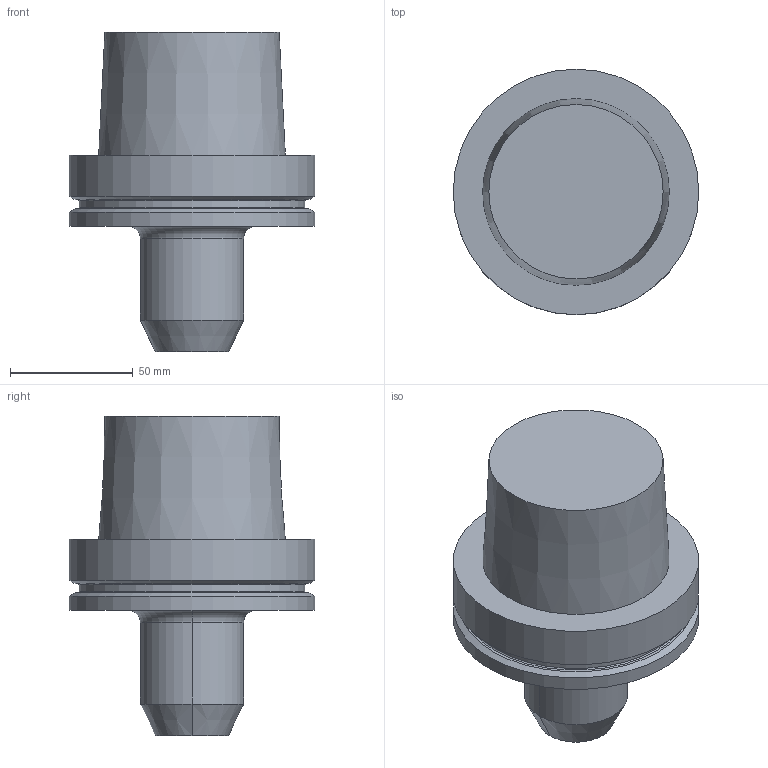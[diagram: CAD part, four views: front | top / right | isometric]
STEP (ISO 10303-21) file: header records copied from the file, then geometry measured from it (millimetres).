
FILE_DESCRIPTION(/* description */ (''),/* implementation_level */ '2;1');
FILE_NAME(/* name */ 'HSK.100A-W.12.080.C.stp',/* time_stamp */ '2024-07-21T10:07:59+02:00',/* author */ (''),/* organization */ (''),/* preprocessor_version */ 'ST-DEVELOPER v16.7',/* originating_system */ 'SIEMENS PLM Software NX 12.0',/* authorisation */ '');
FILE_SCHEMA (('AUTOMOTIVE_DESIGN { 1 0 10303 214 3 1 1 1 }'));
Length unit declared in the file: millimetre
Products named in the file (1): pf6612088076yo05
Bounding box: 100 x 100 x 130 mm (x, y, z)
Volume: 501269.4 mm3; surface area: 43044 mm2
Topology: 1 solids, 1 shells, 20 faces, 39 edges, 25 vertices
Faces by surface type: plane 6, cone 5, cylinder 5, torus 4
Full cylindrical faces by diameter (mm): 92 x1, 100 x2
Entity records: 581 total; most frequent: DIRECTION 106, CARTESIAN_POINT 88, ORIENTED_EDGE 68, AXIS2_PLACEMENT_3D 48, EDGE_LOOP 34, EDGE_CURVE 34, VERTEX_POINT 30, FACE_BOUND 26
